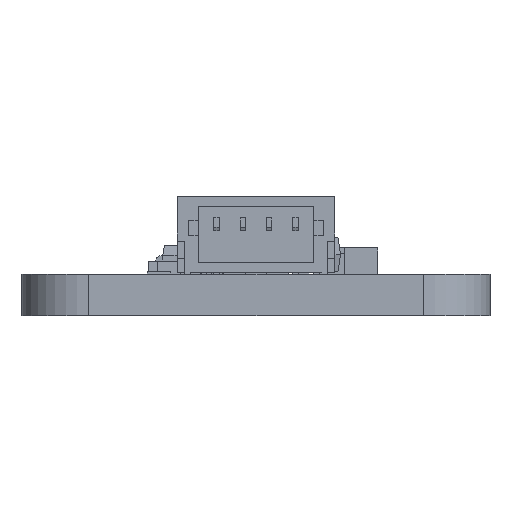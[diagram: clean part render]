
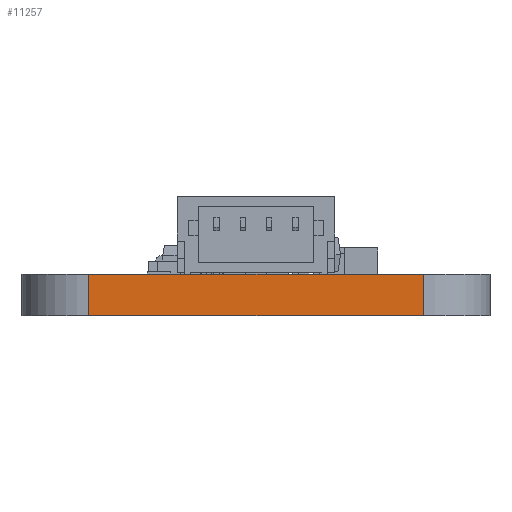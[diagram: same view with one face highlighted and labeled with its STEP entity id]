
A CAD part, left-side view. The second image highlights one B-rep face of the part: STEP entity #11257.
In plain terms, the highlighted planar face has unit normal (-1, 0, 0).
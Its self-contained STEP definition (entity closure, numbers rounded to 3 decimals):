
#216=PLANE('',#12092);
#771=FACE_OUTER_BOUND('',#1380,.T.);
#1380=EDGE_LOOP('',(#7763,#7764,#7765,#7766));
#2097=LINE('',#16105,#3468);
#2098=LINE('',#16108,#3469);
#2099=LINE('',#16110,#3470);
#2100=LINE('',#16111,#3471);
#3468=VECTOR('',#13114,10.);
#3469=VECTOR('',#13117,10.);
#3470=VECTOR('',#13118,10.);
#3471=VECTOR('',#13119,10.);
#5076=VERTEX_POINT('',#16101);
#5077=VERTEX_POINT('',#16103);
#5078=VERTEX_POINT('',#16107);
#5079=VERTEX_POINT('',#16109);
#6149=EDGE_CURVE('',#5076,#5077,#2097,.T.);
#6150=EDGE_CURVE('',#5078,#5076,#2098,.T.);
#6151=EDGE_CURVE('',#5079,#5077,#2099,.T.);
#6152=EDGE_CURVE('',#5078,#5079,#2100,.T.);
#7763=ORIENTED_EDGE('',*,*,#6150,.T.);
#7764=ORIENTED_EDGE('',*,*,#6149,.T.);
#7765=ORIENTED_EDGE('',*,*,#6151,.F.);
#7766=ORIENTED_EDGE('',*,*,#6152,.F.);
#11257=ADVANCED_FACE('',(#771),#216,.T.);
#12092=AXIS2_PLACEMENT_3D('',#16106,#13115,#13116);
#13114=DIRECTION('',(0.,0.,1.));
#13115=DIRECTION('center_axis',(-1.,0.,0.));
#13116=DIRECTION('ref_axis',(0.,-1.,0.));
#13117=DIRECTION('',(0.,-1.,0.));
#13118=DIRECTION('',(0.,-1.,0.));
#13119=DIRECTION('',(0.,0.,1.));
#16101=CARTESIAN_POINT('',(0.,2.54,0.));
#16103=CARTESIAN_POINT('',(0.,2.54,1.57));
#16105=CARTESIAN_POINT('',(0.,2.54,0.));
#16106=CARTESIAN_POINT('Origin',(0.,15.24,0.));
#16107=CARTESIAN_POINT('',(0.,15.24,0.));
#16108=CARTESIAN_POINT('',(0.,15.24,0.));
#16109=CARTESIAN_POINT('',(0.,15.24,1.57));
#16110=CARTESIAN_POINT('',(0.,15.24,1.57));
#16111=CARTESIAN_POINT('',(0.,15.24,0.));
